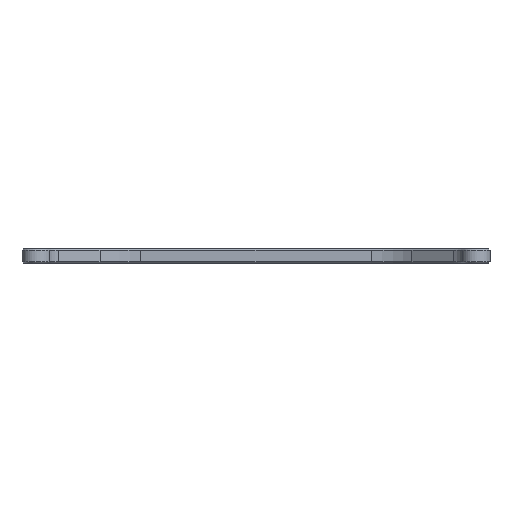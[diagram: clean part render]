
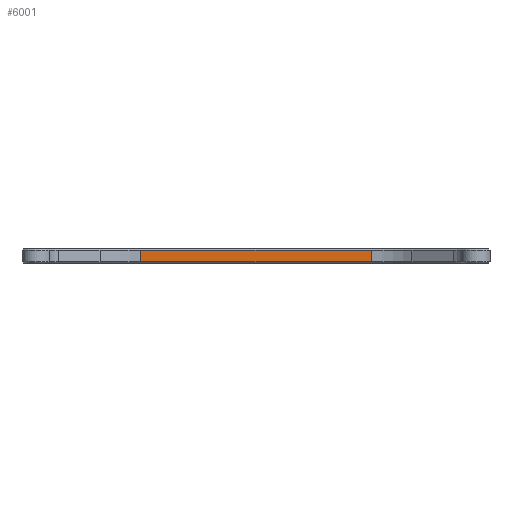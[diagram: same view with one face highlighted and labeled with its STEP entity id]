
A CAD part, front view. The second image highlights one B-rep face of the part: STEP entity #6001.
In plain terms, the highlighted planar face has unit normal (0, -1, 0).
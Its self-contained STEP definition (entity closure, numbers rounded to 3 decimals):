
#870=FACE_OUTER_BOUND('',#1258,.T.);
#1258=EDGE_LOOP('',(#4960,#4961,#4962,#4963));
#1753=LINE('',#10760,#2264);
#1774=LINE('',#10819,#2285);
#1775=LINE('',#10823,#2286);
#1776=LINE('',#10824,#2287);
#2264=VECTOR('',#7288,10.);
#2285=VECTOR('',#7355,10.);
#2286=VECTOR('',#7360,10.);
#2287=VECTOR('',#7361,10.);
#2872=VERTEX_POINT('',#10752);
#2874=VERTEX_POINT('',#10758);
#2889=VERTEX_POINT('',#10818);
#2890=VERTEX_POINT('',#10822);
#3586=EDGE_CURVE('',#2874,#2872,#1753,.T.);
#3616=EDGE_CURVE('',#2872,#2889,#1774,.T.);
#3618=EDGE_CURVE('',#2890,#2874,#1775,.T.);
#3619=EDGE_CURVE('',#2889,#2890,#1776,.T.);
#4960=ORIENTED_EDGE('',*,*,#3586,.F.);
#4961=ORIENTED_EDGE('',*,*,#3618,.F.);
#4962=ORIENTED_EDGE('',*,*,#3619,.F.);
#4963=ORIENTED_EDGE('',*,*,#3616,.F.);
#5757=PLANE('',#6377);
#6001=ADVANCED_FACE('',(#870),#5757,.T.);
#6377=AXIS2_PLACEMENT_3D('',#10821,#7358,#7359);
#7288=DIRECTION('',(-1.,0.,0.));
#7355=DIRECTION('',(0.,0.,1.));
#7358=DIRECTION('center_axis',(0.,-1.,0.));
#7359=DIRECTION('ref_axis',(1.,0.,0.));
#7360=DIRECTION('',(0.,0.,-1.));
#7361=DIRECTION('',(1.,0.,0.));
#10752=CARTESIAN_POINT('',(-32.086,-29.65,0.4));
#10758=CARTESIAN_POINT('',(32.086,-29.65,0.4));
#10760=CARTESIAN_POINT('',(-19.173,-29.65,0.4));
#10818=CARTESIAN_POINT('',(-32.086,-29.65,3.6));
#10819=CARTESIAN_POINT('',(-32.086,-29.65,0.));
#10821=CARTESIAN_POINT('Origin',(-38.346,-29.65,0.));
#10822=CARTESIAN_POINT('',(32.086,-29.65,3.6));
#10823=CARTESIAN_POINT('',(32.086,-29.65,0.));
#10824=CARTESIAN_POINT('',(-19.173,-29.65,3.6));
